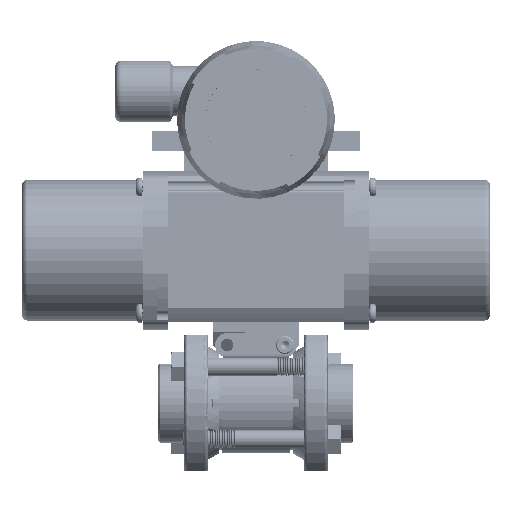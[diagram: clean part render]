
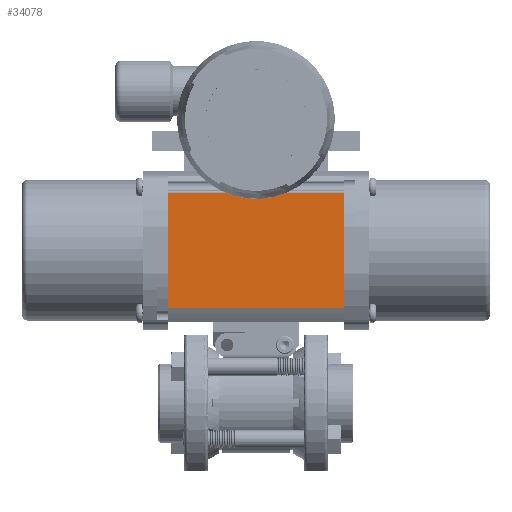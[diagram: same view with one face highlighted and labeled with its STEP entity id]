
A CAD part, top view. The second image highlights one B-rep face of the part: STEP entity #34078.
In plain terms, the highlighted planar face has unit normal (0, 0, 1).
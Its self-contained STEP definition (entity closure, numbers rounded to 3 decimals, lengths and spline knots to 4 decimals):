
#3262 = VECTOR ( 'NONE', #45893, 39.3701 ) ;
#9695 = CARTESIAN_POINT ( 'NONE',  ( 1.5275, 3.6471, 1.17 ) ) ;
#12501 = DIRECTION ( 'NONE',  ( -1., 0., 0. ) ) ;
#19110 = PLANE ( 'NONE',  #112188 ) ;
#24259 = EDGE_CURVE ( 'NONE', #230727, #72144, #236012, .T. ) ;
#25522 = FACE_OUTER_BOUND ( 'NONE', #27073, .T. ) ;
#27073 = EDGE_LOOP ( 'NONE', ( #41121, #197110, #134775, #148031 ) ) ;
#34078 = ADVANCED_FACE ( 'NONE', ( #25522 ), #19110, .F. ) ;
#34786 = VECTOR ( 'NONE', #12501, 39.3701 ) ;
#41121 = ORIENTED_EDGE ( 'NONE', *, *, #107438, .F. ) ;
#45893 = DIRECTION ( 'NONE',  ( 0., -1., 0. ) ) ;
#65238 = DIRECTION ( 'NONE',  ( 0., 1., 0. ) ) ;
#72144 = VERTEX_POINT ( 'NONE', #228626 ) ;
#77999 = DIRECTION ( 'NONE',  ( 0., 0., -1. ) ) ;
#89629 = LINE ( 'NONE', #216549, #178309 ) ;
#90191 = VERTEX_POINT ( 'NONE', #194927 ) ;
#106867 = CARTESIAN_POINT ( 'NONE',  ( -5.0403, 3.6471, 1.17 ) ) ;
#107438 = EDGE_CURVE ( 'NONE', #230727, #90191, #204519, .T. ) ;
#111291 = VECTOR ( 'NONE', #217210, 39.3701 ) ;
#112188 = AXIS2_PLACEMENT_3D ( 'NONE', #152296, #77999, #210217 ) ;
#124705 = VERTEX_POINT ( 'NONE', #164088 ) ;
#133991 = EDGE_CURVE ( 'NONE', #124705, #90191, #161583, .T. ) ;
#134775 = ORIENTED_EDGE ( 'NONE', *, *, #190503, .F. ) ;
#148031 = ORIENTED_EDGE ( 'NONE', *, *, #133991, .T. ) ;
#152296 = CARTESIAN_POINT ( 'NONE',  ( -5.0403, 3.6544, 1.17 ) ) ;
#161583 = LINE ( 'NONE', #198200, #111291 ) ;
#164088 = CARTESIAN_POINT ( 'NONE',  ( -1.5275, 1.6529, 1.17 ) ) ;
#178309 = VECTOR ( 'NONE', #65238, 39.3701 ) ;
#190503 = EDGE_CURVE ( 'NONE', #124705, #72144, #89629, .T. ) ;
#194927 = CARTESIAN_POINT ( 'NONE',  ( 1.5275, 1.6529, 1.17 ) ) ;
#196436 = CARTESIAN_POINT ( 'NONE',  ( 1.5275, 3.6544, 1.17 ) ) ;
#197110 = ORIENTED_EDGE ( 'NONE', *, *, #24259, .T. ) ;
#198200 = CARTESIAN_POINT ( 'NONE',  ( -5.0403, 1.6529, 1.17 ) ) ;
#204519 = LINE ( 'NONE', #196436, #3262 ) ;
#210217 = DIRECTION ( 'NONE',  ( 0., -1., 0. ) ) ;
#216549 = CARTESIAN_POINT ( 'NONE',  ( -1.5275, 3.6544, 1.17 ) ) ;
#217210 = DIRECTION ( 'NONE',  ( 1., 0., 0. ) ) ;
#228626 = CARTESIAN_POINT ( 'NONE',  ( -1.5275, 3.6471, 1.17 ) ) ;
#230727 = VERTEX_POINT ( 'NONE', #9695 ) ;
#236012 = LINE ( 'NONE', #106867, #34786 ) ;
